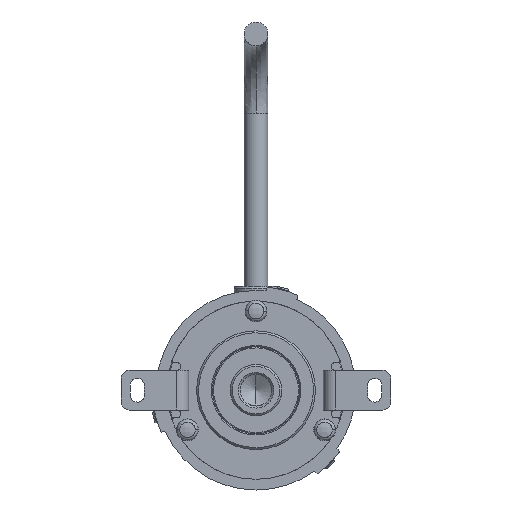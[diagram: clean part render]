
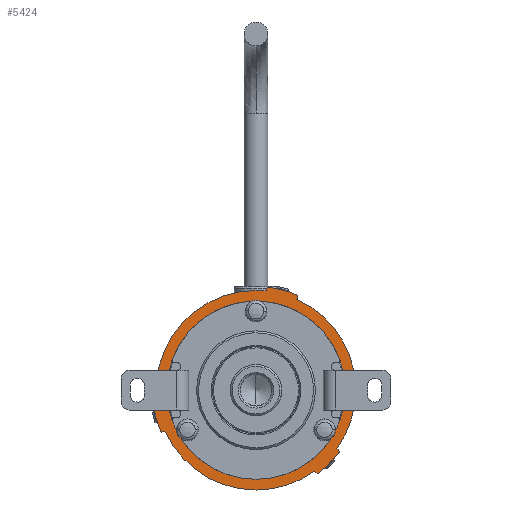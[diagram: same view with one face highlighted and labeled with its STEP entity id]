
A CAD part, front view. The second image highlights one B-rep face of the part: STEP entity #5424.
In plain terms, the highlighted planar face has unit normal (0, -1, 0).
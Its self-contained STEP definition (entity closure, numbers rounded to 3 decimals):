
#80 = CARTESIAN_POINT ( 'NONE',  ( 21.138, 2.5, -15.481 ) ) ;
#90 = ORIENTED_EDGE ( 'NONE', *, *, #1886, .F. ) ;
#195 = ORIENTED_EDGE ( 'NONE', *, *, #2202, .F. ) ;
#247 = EDGE_CURVE ( 'NONE', #1830, #710, #1383, .T. ) ;
#266 = ORIENTED_EDGE ( 'NONE', *, *, #4330, .F. ) ;
#287 = CIRCLE ( 'NONE', #5643, 22.5 ) ;
#311 = CIRCLE ( 'NONE', #2802, 25.2 ) ;
#379 = LINE ( 'NONE', #6912, #7196 ) ;
#578 = VECTOR ( 'NONE', #3774, 1000. ) ;
#607 = VERTEX_POINT ( 'NONE', #3375 ) ;
#608 = ORIENTED_EDGE ( 'NONE', *, *, #4165, .F. ) ;
#708 = VERTEX_POINT ( 'NONE', #1945 ) ;
#710 = VERTEX_POINT ( 'NONE', #2446 ) ;
#825 = DIRECTION ( 'NONE',  ( 0.259, 0., 0.966 ) ) ;
#853 = AXIS2_PLACEMENT_3D ( 'NONE', #4709, #4671, #4642 ) ;
#855 = CIRCLE ( 'NONE', #7258, 26.2 ) ;
#861 = EDGE_CURVE ( 'NONE', #6300, #607, #7684, .T. ) ;
#877 = CARTESIAN_POINT ( 'NONE',  ( 13.725, 2.5, 35.767 ) ) ;
#984 = AXIS2_PLACEMENT_3D ( 'NONE', #6696, #2433, #1845 ) ;
#990 = ORIENTED_EDGE ( 'NONE', *, *, #4256, .F. ) ;
#1027 = VERTEX_POINT ( 'NONE', #1372 ) ;
#1050 = FACE_BOUND ( 'NONE', #3881, .T. ) ;
#1161 = ORIENTED_EDGE ( 'NONE', *, *, #1376, .F. ) ;
#1162 = CARTESIAN_POINT ( 'NONE',  ( 0., 2.5, 0. ) ) ;
#1190 = CARTESIAN_POINT ( 'NONE',  ( -25.068, 2.5, -2.576 ) ) ;
#1227 = LINE ( 'NONE', #4258, #1510 ) ;
#1259 = CIRCLE ( 'NONE', #1924, 25.2 ) ;
#1340 = EDGE_CURVE ( 'NONE', #7779, #6545, #4399, .T. ) ;
#1372 = CARTESIAN_POINT ( 'NONE',  ( -22.997, 2.5, -10.303 ) ) ;
#1376 = EDGE_CURVE ( 'NONE', #3982, #2571, #5457, .T. ) ;
#1383 = LINE ( 'NONE', #5584, #6842 ) ;
#1394 = CIRCLE ( 'NONE', #5469, 26.2 ) ;
#1510 = VECTOR ( 'NONE', #4315, 1000. ) ;
#1568 = LINE ( 'NONE', #5944, #4037 ) ;
#1590 = DIRECTION ( 'NONE',  ( 0., 1., 0. ) ) ;
#1638 = DIRECTION ( 'NONE',  ( 0., 0., 1. ) ) ;
#1655 = DIRECTION ( 'NONE',  ( 0., -1., 0. ) ) ;
#1669 = CARTESIAN_POINT ( 'NONE',  ( 0., 2.5, 0. ) ) ;
#1757 = EDGE_CURVE ( 'NONE', #1830, #607, #1394, .T. ) ;
#1830 = VERTEX_POINT ( 'NONE', #2206 ) ;
#1845 = DIRECTION ( 'NONE',  ( 0., 0., 1. ) ) ;
#1883 = CIRCLE ( 'NONE', #853, 25.2 ) ;
#1886 = EDGE_CURVE ( 'NONE', #6892, #4941, #287, .T. ) ;
#1887 = ORIENTED_EDGE ( 'NONE', *, *, #3764, .F. ) ;
#1911 = AXIS2_PLACEMENT_3D ( 'NONE', #6372, #6358, #6355 ) ;
#1917 = CARTESIAN_POINT ( 'NONE',  ( 10.303, 2.5, 22.997 ) ) ;
#1924 = AXIS2_PLACEMENT_3D ( 'NONE', #1162, #1590, #5929 ) ;
#1945 = CARTESIAN_POINT ( 'NONE',  ( 15.481, 2.5, -21.138 ) ) ;
#2143 = DIRECTION ( 'NONE',  ( 0., 0., -1. ) ) ;
#2155 = DIRECTION ( 'NONE',  ( 0., 1., 0. ) ) ;
#2170 = CARTESIAN_POINT ( 'NONE',  ( 0., 2.5, 0. ) ) ;
#2189 = EDGE_CURVE ( 'NONE', #4941, #6892, #7800, .T. ) ;
#2202 = EDGE_CURVE ( 'NONE', #6402, #708, #855, .T. ) ;
#2206 = CARTESIAN_POINT ( 'NONE',  ( 2.838, 2.5, 26.046 ) ) ;
#2433 = DIRECTION ( 'NONE',  ( 0., 1., 0. ) ) ;
#2446 = CARTESIAN_POINT ( 'NONE',  ( 2.576, 2.5, 25.068 ) ) ;
#2459 = PLANE ( 'NONE',  #984 ) ;
#2479 = DIRECTION ( 'NONE',  ( 0., 0., -1. ) ) ;
#2488 = DIRECTION ( 'NONE',  ( 0., 1., 0. ) ) ;
#2491 = FACE_OUTER_BOUND ( 'NONE', #5351, .T. ) ;
#2495 = CARTESIAN_POINT ( 'NONE',  ( 0., 2.5, 0. ) ) ;
#2551 = ORIENTED_EDGE ( 'NONE', *, *, #1340, .F. ) ;
#2571 = VERTEX_POINT ( 'NONE', #5780 ) ;
#2696 = CARTESIAN_POINT ( 'NONE',  ( 0., 2.5, 25.2 ) ) ;
#2802 = AXIS2_PLACEMENT_3D ( 'NONE', #2170, #2155, #2143 ) ;
#2967 = CARTESIAN_POINT ( 'NONE',  ( 0., 2.5, -22.5 ) ) ;
#3005 = CARTESIAN_POINT ( 'NONE',  ( -22.997, 2.5, -10.303 ) ) ;
#3071 = EDGE_CURVE ( 'NONE', #1027, #7779, #6580, .T. ) ;
#3244 = AXIS2_PLACEMENT_3D ( 'NONE', #4871, #4850, #4827 ) ;
#3339 = DIRECTION ( 'NONE',  ( 0., -1., 0. ) ) ;
#3356 = DIRECTION ( 'NONE',  ( 0., 0., 1. ) ) ;
#3375 = CARTESIAN_POINT ( 'NONE',  ( 10.565, 2.5, 23.975 ) ) ;
#3380 = ORIENTED_EDGE ( 'NONE', *, *, #4563, .F. ) ;
#3411 = CARTESIAN_POINT ( 'NONE',  ( 0., 2.5, 0. ) ) ;
#3421 = DIRECTION ( 'NONE',  ( 0., 1., 0. ) ) ;
#3434 = DIRECTION ( 'NONE',  ( 0., 0., -1. ) ) ;
#3467 = CARTESIAN_POINT ( 'NONE',  ( 20.422, 2.5, -14.765 ) ) ;
#3764 = EDGE_CURVE ( 'NONE', #6545, #5448, #379, .T. ) ;
#3774 = DIRECTION ( 'NONE',  ( -0.966, 0., -0.259 ) ) ;
#3881 = EDGE_LOOP ( 'NONE', ( #90, #5310 ) ) ;
#3982 = VERTEX_POINT ( 'NONE', #7604 ) ;
#3997 = ORIENTED_EDGE ( 'NONE', *, *, #247, .T. ) ;
#4014 = CIRCLE ( 'NONE', #3244, 25.2 ) ;
#4037 = VECTOR ( 'NONE', #5886, 1000. ) ;
#4075 = AXIS2_PLACEMENT_3D ( 'NONE', #6158, #6139, #6131 ) ;
#4106 = ORIENTED_EDGE ( 'NONE', *, *, #1757, .F. ) ;
#4165 = EDGE_CURVE ( 'NONE', #5448, #7295, #4014, .T. ) ;
#4192 = ORIENTED_EDGE ( 'NONE', *, *, #4416, .T. ) ;
#4256 = EDGE_CURVE ( 'NONE', #2571, #1027, #311, .T. ) ;
#4258 = CARTESIAN_POINT ( 'NONE',  ( 27.524, 2.5, -33.181 ) ) ;
#4315 = DIRECTION ( 'NONE',  ( 0.707, 0., -0.707 ) ) ;
#4330 = EDGE_CURVE ( 'NONE', #7295, #710, #1259, .T. ) ;
#4399 = CIRCLE ( 'NONE', #1911, 26.2 ) ;
#4416 = EDGE_CURVE ( 'NONE', #3982, #708, #1227, .T. ) ;
#4512 = EDGE_CURVE ( 'NONE', #6402, #5710, #1568, .T. ) ;
#4563 = EDGE_CURVE ( 'NONE', #6300, #5710, #1883, .T. ) ;
#4642 = DIRECTION ( 'NONE',  ( 0., 0., -1. ) ) ;
#4671 = DIRECTION ( 'NONE',  ( 0., 1., 0. ) ) ;
#4709 = CARTESIAN_POINT ( 'NONE',  ( 0., 2.5, 0. ) ) ;
#4827 = DIRECTION ( 'NONE',  ( 0., 0., -1. ) ) ;
#4850 = DIRECTION ( 'NONE',  ( 0., 1., 0. ) ) ;
#4871 = CARTESIAN_POINT ( 'NONE',  ( 0., 2.5, 0. ) ) ;
#4903 = CARTESIAN_POINT ( 'NONE',  ( 0., 2.5, 0. ) ) ;
#4941 = VERTEX_POINT ( 'NONE', #2967 ) ;
#5086 = CARTESIAN_POINT ( 'NONE',  ( -23.975, 2.5, -10.565 ) ) ;
#5310 = ORIENTED_EDGE ( 'NONE', *, *, #2189, .F. ) ;
#5351 = EDGE_LOOP ( 'NONE', ( #6873, #4106, #3997, #266, #608, #1887, #2551, #6145, #990, #1161, #4192, #195, #5533, #3380 ) ) ;
#5424 = ADVANCED_FACE ( 'NONE', ( #1050, #2491 ), #2459, .F. ) ;
#5448 = VERTEX_POINT ( 'NONE', #1190 ) ;
#5457 = CIRCLE ( 'NONE', #4075, 25.2 ) ;
#5469 = AXIS2_PLACEMENT_3D ( 'NONE', #2495, #2488, #2479 ) ;
#5510 = DIRECTION ( 'NONE',  ( -0.259, 0., -0.966 ) ) ;
#5533 = ORIENTED_EDGE ( 'NONE', *, *, #4512, .T. ) ;
#5584 = CARTESIAN_POINT ( 'NONE',  ( 5.997, 2.5, 37.837 ) ) ;
#5643 = AXIS2_PLACEMENT_3D ( 'NONE', #1669, #1655, #1638 ) ;
#5710 = VERTEX_POINT ( 'NONE', #3467 ) ;
#5780 = CARTESIAN_POINT ( 'NONE',  ( 0., 2.5, -25.2 ) ) ;
#5886 = DIRECTION ( 'NONE',  ( -0.707, 0., 0.707 ) ) ;
#5929 = DIRECTION ( 'NONE',  ( 0., 0., -1. ) ) ;
#5944 = CARTESIAN_POINT ( 'NONE',  ( 33.181, 2.5, -27.524 ) ) ;
#6131 = DIRECTION ( 'NONE',  ( 0., 0., -1. ) ) ;
#6139 = DIRECTION ( 'NONE',  ( 0., 1., 0. ) ) ;
#6145 = ORIENTED_EDGE ( 'NONE', *, *, #3071, .F. ) ;
#6158 = CARTESIAN_POINT ( 'NONE',  ( 0., 2.5, 0. ) ) ;
#6300 = VERTEX_POINT ( 'NONE', #1917 ) ;
#6355 = DIRECTION ( 'NONE',  ( 0., 0., -1. ) ) ;
#6358 = DIRECTION ( 'NONE',  ( 0., 1., 0. ) ) ;
#6372 = CARTESIAN_POINT ( 'NONE',  ( 0., 2.5, 0. ) ) ;
#6402 = VERTEX_POINT ( 'NONE', #80 ) ;
#6450 = CARTESIAN_POINT ( 'NONE',  ( 0., 2.5, 22.5 ) ) ;
#6545 = VERTEX_POINT ( 'NONE', #7262 ) ;
#6580 = LINE ( 'NONE', #3005, #578 ) ;
#6696 = CARTESIAN_POINT ( 'NONE',  ( 0., 2.5, 0. ) ) ;
#6842 = VECTOR ( 'NONE', #5510, 1000. ) ;
#6873 = ORIENTED_EDGE ( 'NONE', *, *, #861, .T. ) ;
#6892 = VERTEX_POINT ( 'NONE', #6450 ) ;
#6912 = CARTESIAN_POINT ( 'NONE',  ( -26.046, 2.5, -2.838 ) ) ;
#6991 = DIRECTION ( 'NONE',  ( 0.966, 0., 0.259 ) ) ;
#7195 = VECTOR ( 'NONE', #825, 1000. ) ;
#7196 = VECTOR ( 'NONE', #6991, 1000. ) ;
#7258 = AXIS2_PLACEMENT_3D ( 'NONE', #3411, #3421, #3434 ) ;
#7262 = CARTESIAN_POINT ( 'NONE',  ( -26.046, 2.5, -2.838 ) ) ;
#7295 = VERTEX_POINT ( 'NONE', #2696 ) ;
#7317 = AXIS2_PLACEMENT_3D ( 'NONE', #4903, #3339, #3356 ) ;
#7604 = CARTESIAN_POINT ( 'NONE',  ( 14.765, 2.5, -20.422 ) ) ;
#7684 = LINE ( 'NONE', #877, #7195 ) ;
#7779 = VERTEX_POINT ( 'NONE', #5086 ) ;
#7800 = CIRCLE ( 'NONE', #7317, 22.5 ) ;
